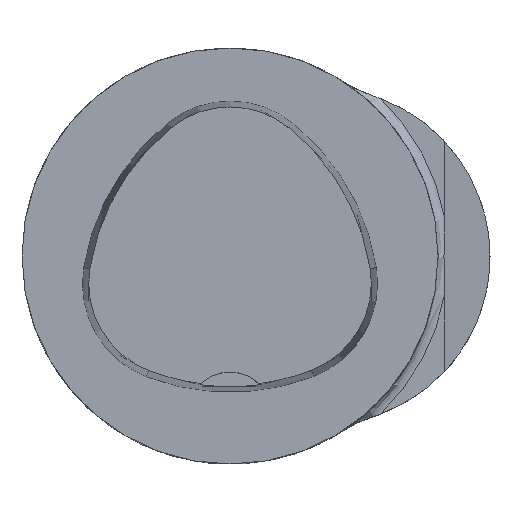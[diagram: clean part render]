
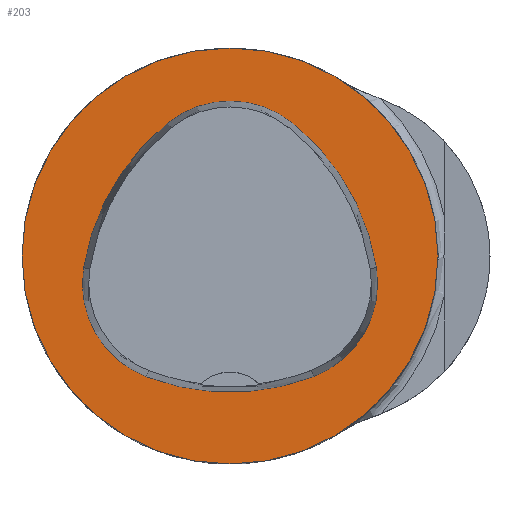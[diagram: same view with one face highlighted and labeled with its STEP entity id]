
A CAD part, top view. The second image highlights one B-rep face of the part: STEP entity #203.
In plain terms, the highlighted planar face has unit normal (0, 0, 1).
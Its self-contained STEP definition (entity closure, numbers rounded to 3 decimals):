
#82=FACE_BOUND('',#329,.T.);
#83=FACE_BOUND('',#330,.T.);
#203=ADVANCED_FACE('',(#82,#83),#253,.T.);
#253=PLANE('',#900);
#329=EDGE_LOOP('',(#464,#465,#466,#467,#468,#469));
#330=EDGE_LOOP('',(#470));
#464=ORIENTED_EDGE('',*,*,#725,.T.);
#465=ORIENTED_EDGE('',*,*,#705,.T.);
#466=ORIENTED_EDGE('',*,*,#709,.T.);
#467=ORIENTED_EDGE('',*,*,#712,.T.);
#468=ORIENTED_EDGE('',*,*,#715,.T.);
#469=ORIENTED_EDGE('',*,*,#723,.T.);
#470=ORIENTED_EDGE('',*,*,#696,.F.);
#619=VERTEX_POINT('',#1297);
#628=VERTEX_POINT('',#1316);
#629=VERTEX_POINT('',#1317);
#632=VERTEX_POINT('',#1325);
#634=VERTEX_POINT('',#1331);
#636=VERTEX_POINT('',#1337);
#643=VERTEX_POINT('',#1358);
#696=EDGE_CURVE('',#619,#619,#785,.T.);
#705=EDGE_CURVE('',#628,#629,#786,.T.);
#709=EDGE_CURVE('',#629,#632,#788,.T.);
#712=EDGE_CURVE('',#632,#634,#790,.T.);
#715=EDGE_CURVE('',#634,#636,#792,.T.);
#723=EDGE_CURVE('',#636,#643,#796,.T.);
#725=EDGE_CURVE('',#643,#628,#798,.T.);
#785=CIRCLE('',#872,25.);
#786=CIRCLE('',#878,28.);
#788=CIRCLE('',#881,12.);
#790=CIRCLE('',#884,28.);
#792=CIRCLE('',#887,12.);
#796=CIRCLE('',#892,28.);
#798=CIRCLE('',#895,12.);
#872=AXIS2_PLACEMENT_3D('',#1296,#1011,#1012);
#878=AXIS2_PLACEMENT_3D('',#1315,#1027,#1028);
#881=AXIS2_PLACEMENT_3D('',#1324,#1035,#1036);
#884=AXIS2_PLACEMENT_3D('',#1330,#1042,#1043);
#887=AXIS2_PLACEMENT_3D('',#1336,#1049,#1050);
#892=AXIS2_PLACEMENT_3D('',#1359,#1061,#1062);
#895=AXIS2_PLACEMENT_3D('',#1362,#1067,#1068);
#900=AXIS2_PLACEMENT_3D('',#1367,#1077,#1078);
#1011=DIRECTION('',(0.,0.,-1.));
#1012=DIRECTION('',(-1.,0.,0.));
#1027=DIRECTION('',(0.,0.,-1.));
#1028=DIRECTION('',(-1.,0.,0.));
#1035=DIRECTION('',(0.,0.,-1.));
#1036=DIRECTION('',(-1.,0.,0.));
#1042=DIRECTION('',(0.,0.,-1.));
#1043=DIRECTION('',(-1.,0.,0.));
#1049=DIRECTION('',(0.,0.,-1.));
#1050=DIRECTION('',(-1.,0.,0.));
#1061=DIRECTION('',(0.,0.,-1.));
#1062=DIRECTION('',(-1.,0.,0.));
#1067=DIRECTION('',(0.,0.,-1.));
#1068=DIRECTION('',(-1.,0.,0.));
#1077=DIRECTION('',(0.,0.,1.));
#1078=DIRECTION('',(1.,0.,0.));
#1296=CARTESIAN_POINT('',(0.,0.,0.));
#1297=CARTESIAN_POINT('',(-25.,0.,0.));
#1315=CARTESIAN_POINT('',(10.068,-5.824,0.));
#1316=CARTESIAN_POINT('',(-17.584,-1.424,0.));
#1317=CARTESIAN_POINT('',(-7.531,15.953,0.));
#1324=CARTESIAN_POINT('',(0.011,6.62,0.));
#1325=CARTESIAN_POINT('',(7.567,15.942,0.));
#1330=CARTESIAN_POINT('',(-10.063,-5.81,0.));
#1331=CARTESIAN_POINT('',(17.59,-1.418,0.));
#1336=CARTESIAN_POINT('',(5.739,-3.3,0.));
#1337=CARTESIAN_POINT('',(10.05,-14.499,0.));
#1358=CARTESIAN_POINT('',(-10.025,-14.516,0.));
#1359=CARTESIAN_POINT('',(-0.01,11.631,0.));
#1362=CARTESIAN_POINT('',(-5.733,-3.31,0.));
#1367=CARTESIAN_POINT('',(0.,0.,0.));
